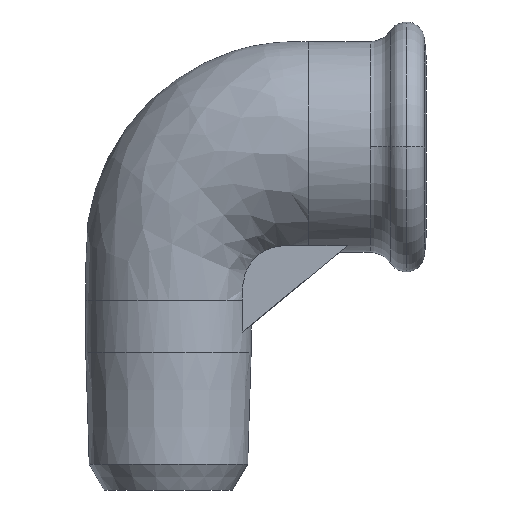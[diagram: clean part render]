
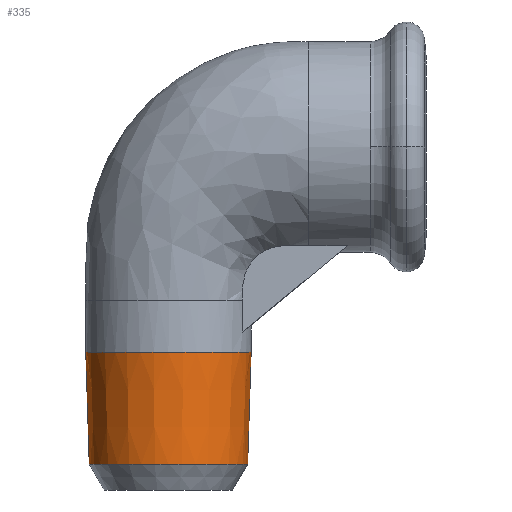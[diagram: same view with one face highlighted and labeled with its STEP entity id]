
A CAD part, front view. The second image highlights one B-rep face of the part: STEP entity #335.
In plain terms, the highlighted conical face has half-angle 1.79 degrees and reference radius 6.607 mm.
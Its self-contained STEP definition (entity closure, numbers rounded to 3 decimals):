
#99=CARTESIAN_POINT('',(-0.951,0.,-16.633));
#100=VERTEX_POINT('',#99);
#108=CARTESIAN_POINT('',(11.979,0.,-16.633));
#109=VERTEX_POINT('',#108);
#116=CARTESIAN_POINT('',(5.514,0.,-16.633));
#117=DIRECTION('',(0.0,0.0,-1.0));
#118=DIRECTION('',(-1.0,0.0,0.0));
#119=AXIS2_PLACEMENT_3D('',#116,#117,#118);
#120=CIRCLE('',#119,6.465);
#121=EDGE_CURVE('',#109,#100,#120,.T.);
#304=CARTESIAN_POINT('',(5.514,0.,-12.073));
#305=DIRECTION('',(0.0,0.0,1.0));
#306=DIRECTION('',(-1.0,0.0,0.0));
#307=AXIS2_PLACEMENT_3D('',#304,#305,#306);
#308=CONICAL_SURFACE('',#307,6.608,1.79);
#309=CARTESIAN_POINT('',(-1.236,0.,-7.514));
#310=VERTEX_POINT('',#309);
#311=CARTESIAN_POINT('',(-1.236,0.,-7.514));
#312=DIRECTION('',(0.031,0.,-1.));
#313=VECTOR('',#312,9.124);
#314=LINE('',#311,#313);
#315=EDGE_CURVE('',#310,#100,#314,.T.);
#316=ORIENTED_EDGE('',*,*,#315,.T.);
#317=ORIENTED_EDGE('',*,*,#121,.F.);
#318=CARTESIAN_POINT('',(12.264,0.,-7.514));
#319=VERTEX_POINT('',#318);
#320=CARTESIAN_POINT('',(11.979,0.,-16.633));
#321=DIRECTION('',(0.031,0.,1.));
#322=VECTOR('',#321,9.124);
#323=LINE('',#320,#322);
#324=EDGE_CURVE('',#109,#319,#323,.T.);
#325=ORIENTED_EDGE('',*,*,#324,.T.);
#326=CARTESIAN_POINT('',(5.514,0.,-7.514));
#327=DIRECTION('',(0.0,0.0,-1.0));
#328=DIRECTION('',(-1.0,0.0,0.0));
#329=AXIS2_PLACEMENT_3D('',#326,#327,#328);
#330=CIRCLE('',#329,6.75);
#331=EDGE_CURVE('',#319,#310,#330,.T.);
#332=ORIENTED_EDGE('',*,*,#331,.T.);
#333=EDGE_LOOP('',(#316,#317,#325,#332));
#334=FACE_OUTER_BOUND('',#333,.T.);
#335=ADVANCED_FACE('',(#334),#308,.T.);
